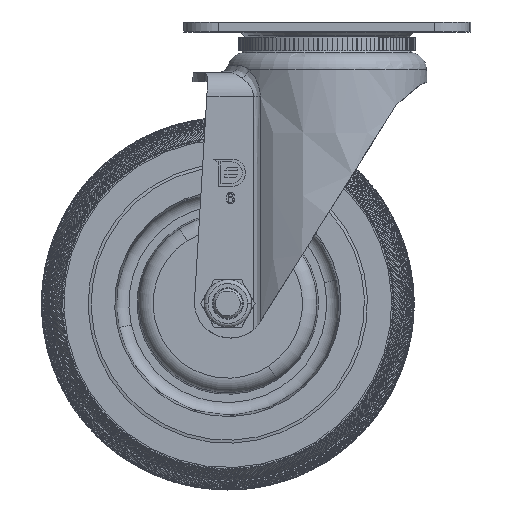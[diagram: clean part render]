
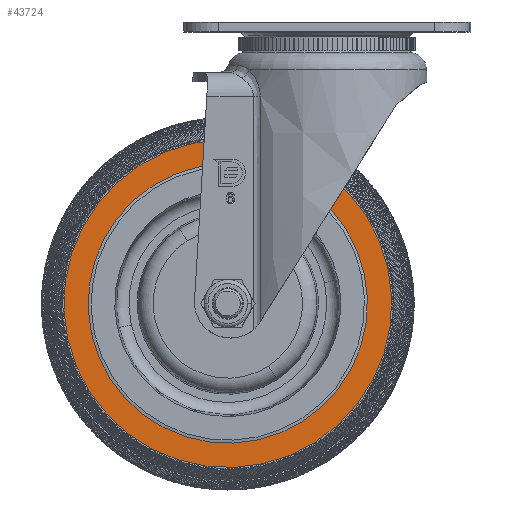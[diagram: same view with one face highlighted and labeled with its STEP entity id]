
A CAD part, top view. The second image highlights one B-rep face of the part: STEP entity #43724.
In plain terms, the highlighted face is planar.
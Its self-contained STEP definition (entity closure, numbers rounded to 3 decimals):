
#1296 = VERTEX_POINT ( 'NONE', #74870 ) ;
#4143 = DIRECTION ( 'NONE',  ( 0., 0., 1. ) ) ;
#8886 = CIRCLE ( 'NONE', #146872, 66. ) ;
#10843 = CARTESIAN_POINT ( 'NONE',  ( 22.501, 0., 66. ) ) ;
#10990 = AXIS2_PLACEMENT_3D ( 'NONE', #69320, #162464, #4143 ) ;
#16100 = AXIS2_PLACEMENT_3D ( 'NONE', #64107, #51396, #103073 ) ;
#18360 = AXIS2_PLACEMENT_3D ( 'NONE', #84931, #150999, #34064 ) ;
#18888 = VERTEX_POINT ( 'NONE', #81424 ) ;
#25433 = VERTEX_POINT ( 'NONE', #10843 ) ;
#29743 = ORIENTED_EDGE ( 'NONE', *, *, #36249, .F. ) ;
#34064 = DIRECTION ( 'NONE',  ( 0., 0., 1. ) ) ;
#34869 = ORIENTED_EDGE ( 'NONE', *, *, #64514, .T. ) ;
#36249 = EDGE_CURVE ( 'NONE', #25433, #18888, #8886, .T. ) ;
#40655 = EDGE_CURVE ( 'NONE', #18888, #25433, #148650, .T. ) ;
#43724 = ADVANCED_FACE ( 'NONE', ( #59525, #138309 ), #150148, .F. ) ;
#51396 = DIRECTION ( 'NONE',  ( -1., 0., 0. ) ) ;
#59525 = FACE_OUTER_BOUND ( 'NONE', #140681, .T. ) ;
#63013 = EDGE_CURVE ( 'NONE', #82146, #1296, #65011, .T. ) ;
#64107 = CARTESIAN_POINT ( 'NONE',  ( 22.501, 0., 0. ) ) ;
#64514 = EDGE_CURVE ( 'NONE', #1296, #82146, #76117, .T. ) ;
#65011 = CIRCLE ( 'NONE', #10990, 56.201 ) ;
#65614 = DIRECTION ( 'NONE',  ( 0., 0., 1. ) ) ;
#66081 = ORIENTED_EDGE ( 'NONE', *, *, #63013, .T. ) ;
#69320 = CARTESIAN_POINT ( 'NONE',  ( 22.501, 0., 0. ) ) ;
#74870 = CARTESIAN_POINT ( 'NONE',  ( 22.501, 0., -56.201 ) ) ;
#76117 = CIRCLE ( 'NONE', #97809, 56.201 ) ;
#79144 = DIRECTION ( 'NONE',  ( -1., 0., 0. ) ) ;
#81424 = CARTESIAN_POINT ( 'NONE',  ( 22.501, 0., -66. ) ) ;
#82146 = VERTEX_POINT ( 'NONE', #137836 ) ;
#84931 = CARTESIAN_POINT ( 'NONE',  ( 22.501, 0., 0. ) ) ;
#97809 = AXIS2_PLACEMENT_3D ( 'NONE', #115665, #79144, #65614 ) ;
#103073 = DIRECTION ( 'NONE',  ( 0., 0., 1. ) ) ;
#104504 = DIRECTION ( 'NONE',  ( 0., 0., 1. ) ) ;
#109713 = ORIENTED_EDGE ( 'NONE', *, *, #40655, .F. ) ;
#115665 = CARTESIAN_POINT ( 'NONE',  ( 22.501, 0., 0. ) ) ;
#116257 = EDGE_LOOP ( 'NONE', ( #66081, #34869 ) ) ;
#129124 = CARTESIAN_POINT ( 'NONE',  ( 22.501, 0., 0. ) ) ;
#137836 = CARTESIAN_POINT ( 'NONE',  ( 22.501, 0., 56.201 ) ) ;
#138309 = FACE_BOUND ( 'NONE', #116257, .T. ) ;
#140681 = EDGE_LOOP ( 'NONE', ( #29743, #109713 ) ) ;
#143494 = DIRECTION ( 'NONE',  ( -1., 0., 0. ) ) ;
#146872 = AXIS2_PLACEMENT_3D ( 'NONE', #129124, #143494, #104504 ) ;
#148650 = CIRCLE ( 'NONE', #16100, 66. ) ;
#150148 = PLANE ( 'NONE',  #18360 ) ;
#150999 = DIRECTION ( 'NONE',  ( -1., 0., 0. ) ) ;
#162464 = DIRECTION ( 'NONE',  ( -1., 0., 0. ) ) ;
